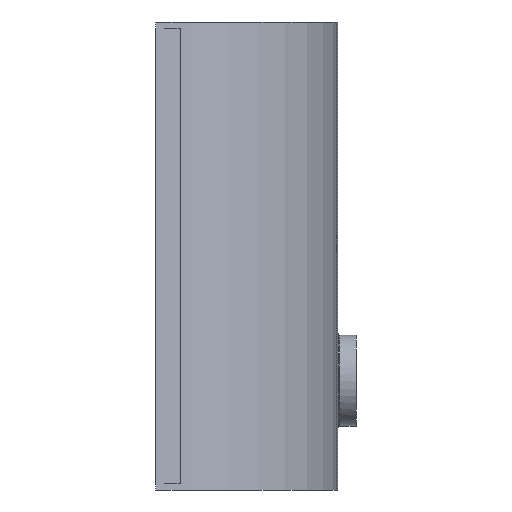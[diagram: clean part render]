
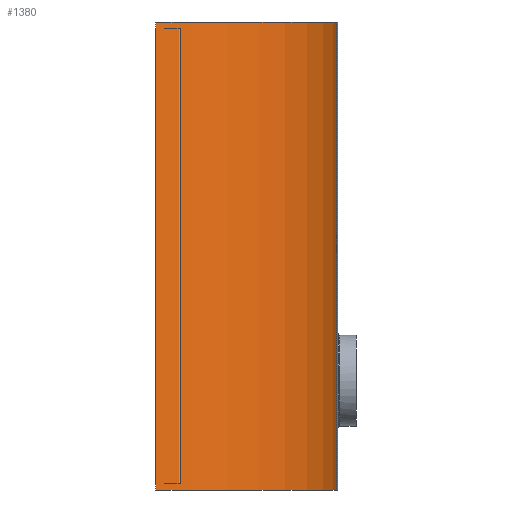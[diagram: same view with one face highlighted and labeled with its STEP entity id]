
A CAD part, left-side view. The second image highlights one B-rep face of the part: STEP entity #1380.
In plain terms, the highlighted cylindrical face has radius 182.722 mm (diameter 365.443 mm), a partial arc.
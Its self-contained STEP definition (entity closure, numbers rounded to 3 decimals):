
#2 = DIRECTION ( 'NONE',  ( 0., 0., 1. ) ) ;
#40 = EDGE_CURVE ( 'NONE', #2929, #260, #1393, .T. ) ;
#260 = VERTEX_POINT ( 'NONE', #1451 ) ;
#320 = EDGE_CURVE ( 'NONE', #2840, #1751, #506, .T. ) ;
#492 = AXIS2_PLACEMENT_3D ( 'NONE', #908, #2468, #561 ) ;
#506 = CIRCLE ( 'NONE', #1892, 182.722 ) ;
#521 = ORIENTED_EDGE ( 'NONE', *, *, #633, .F. ) ;
#523 = VECTOR ( 'NONE', #3256, 1000. ) ;
#525 = DIRECTION ( 'NONE',  ( 1., 0., 0. ) ) ;
#561 = DIRECTION ( 'NONE',  ( 1., 0., 0. ) ) ;
#601 = ORIENTED_EDGE ( 'NONE', *, *, #40, .F. ) ;
#604 = DIRECTION ( 'NONE',  ( 0., 0., 1. ) ) ;
#633 = EDGE_CURVE ( 'NONE', #2840, #2929, #1289, .T. ) ;
#887 = CYLINDRICAL_SURFACE ( 'NONE', #2490, 182.722 ) ;
#908 = CARTESIAN_POINT ( 'NONE',  ( -238.253, 33.963, 295. ) ) ;
#930 = LINE ( 'NONE', #1924, #2873 ) ;
#1104 = CARTESIAN_POINT ( 'NONE',  ( -417.791, 0., 295. ) ) ;
#1149 = DIRECTION ( 'NONE',  ( 0., 0., 1. ) ) ;
#1172 = ORIENTED_EDGE ( 'NONE', *, *, #2283, .T. ) ;
#1289 = LINE ( 'NONE', #2732, #523 ) ;
#1305 = CARTESIAN_POINT ( 'NONE',  ( -417.791, 0., -90. ) ) ;
#1380 = ADVANCED_FACE ( 'NONE', ( #1876 ), #887, .T. ) ;
#1393 = CIRCLE ( 'NONE', #492, 182.722 ) ;
#1451 = CARTESIAN_POINT ( 'NONE',  ( -240.156, -148.749, 295. ) ) ;
#1711 = CARTESIAN_POINT ( 'NONE',  ( -240.156, -148.749, -90. ) ) ;
#1751 = VERTEX_POINT ( 'NONE', #1711 ) ;
#1876 = FACE_OUTER_BOUND ( 'NONE', #2757, .T. ) ;
#1892 = AXIS2_PLACEMENT_3D ( 'NONE', #2996, #2, #525 ) ;
#1924 = CARTESIAN_POINT ( 'NONE',  ( -240.156, -148.749, -75. ) ) ;
#2283 = EDGE_CURVE ( 'NONE', #1751, #260, #930, .T. ) ;
#2347 = DIRECTION ( 'NONE',  ( 1., 0., 0. ) ) ;
#2468 = DIRECTION ( 'NONE',  ( 0., 0., 1. ) ) ;
#2490 = AXIS2_PLACEMENT_3D ( 'NONE', #3154, #604, #2347 ) ;
#2710 = ORIENTED_EDGE ( 'NONE', *, *, #320, .T. ) ;
#2732 = CARTESIAN_POINT ( 'NONE',  ( -417.791, 0., -90. ) ) ;
#2757 = EDGE_LOOP ( 'NONE', ( #1172, #601, #521, #2710 ) ) ;
#2840 = VERTEX_POINT ( 'NONE', #1305 ) ;
#2873 = VECTOR ( 'NONE', #1149, 1000. ) ;
#2929 = VERTEX_POINT ( 'NONE', #1104 ) ;
#2996 = CARTESIAN_POINT ( 'NONE',  ( -238.253, 33.963, -90. ) ) ;
#3154 = CARTESIAN_POINT ( 'NONE',  ( -238.253, 33.963, -75. ) ) ;
#3256 = DIRECTION ( 'NONE',  ( 0., 0., 1. ) ) ;
